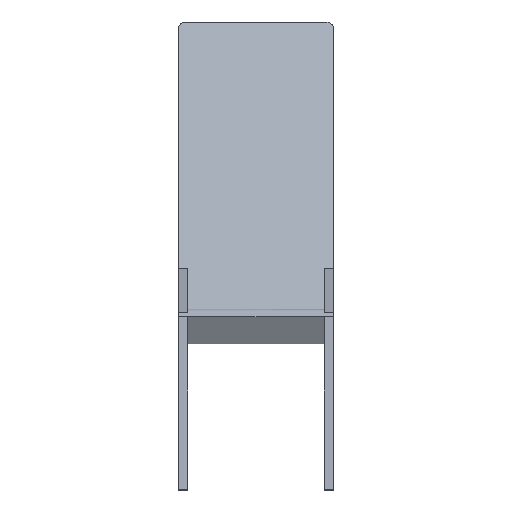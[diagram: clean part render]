
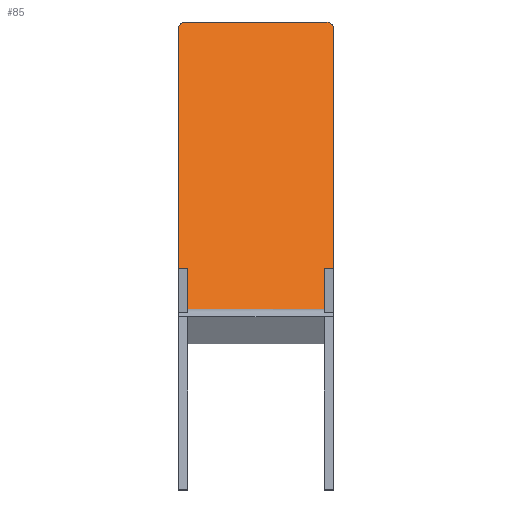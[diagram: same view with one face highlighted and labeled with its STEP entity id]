
A CAD part, top view. The second image highlights one B-rep face of the part: STEP entity #85.
In plain terms, the highlighted free-form (B-spline) face has degree [1, 1] with [2, 2] control points.
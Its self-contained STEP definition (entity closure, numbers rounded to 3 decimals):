
#32 = VERTEX_POINT('',#33);
#33 = CARTESIAN_POINT('',(0.,690.134,-398.449));
#38 = EDGE_CURVE('',#32,#39,#41,.T.);
#39 = VERTEX_POINT('',#40);
#40 = CARTESIAN_POINT('',(17.45,705.246,
    -407.174));
#41 = ( BOUNDED_CURVE() B_SPLINE_CURVE(2,(#42,#43,#44),.UNSPECIFIED.,.F.
,.F.) B_SPLINE_CURVE_WITH_KNOTS((3,3),(5.498,7.069),
.PIECEWISE_BEZIER_KNOTS.) CURVE() GEOMETRIC_REPRESENTATION_ITEM() 
RATIONAL_B_SPLINE_CURVE((1.,0.707,1.)) REPRESENTATION_ITEM('') 
  );
#42 = CARTESIAN_POINT('',(0.,690.134,
    -398.449));
#43 = CARTESIAN_POINT('',(0.,705.246,
    -407.174));
#44 = CARTESIAN_POINT('',(17.45,705.246,
    -407.174));
#62 = EDGE_CURVE('',#63,#39,#65,.T.);
#63 = VERTEX_POINT('',#64);
#64 = CARTESIAN_POINT('',(331.556,705.246,-407.174
    ));
#65 = B_SPLINE_CURVE_WITH_KNOTS('',1,(#66,#67),.UNSPECIFIED.,.F.,.F.,(2,
    2),(15.,285.),.PIECEWISE_BEZIER_KNOTS.);
#66 = CARTESIAN_POINT('',(331.556,705.246,-407.174
    ));
#67 = CARTESIAN_POINT('',(17.45,705.246,
    -407.174));
#85 = ADVANCED_FACE('',(#86),#187,.T.);
#86 = FACE_BOUND('',#87,.T.);
#87 = EDGE_LOOP('',(#88,#89,#96,#103,#110,#117,#124,#131,#138,#145,#152,
    #159,#166,#173,#180,#186));
#88 = ORIENTED_EDGE('',*,*,#38,.F.);
#89 = ORIENTED_EDGE('',*,*,#90,.F.);
#90 = EDGE_CURVE('',#91,#32,#93,.T.);
#91 = VERTEX_POINT('',#92);
#92 = CARTESIAN_POINT('',(0.,147.856,-85.365));
#93 = B_SPLINE_CURVE_WITH_KNOTS('',1,(#94,#95),.UNSPECIFIED.,.F.,.F.,(2,
    2),(146.756,685.),.PIECEWISE_BEZIER_KNOTS.);
#94 = CARTESIAN_POINT('',(0.,147.856,-85.365));
#95 = CARTESIAN_POINT('',(0.,690.134,-398.449));
#96 = ORIENTED_EDGE('',*,*,#97,.T.);
#97 = EDGE_CURVE('',#91,#98,#100,.T.);
#98 = VERTEX_POINT('',#99);
#99 = CARTESIAN_POINT('',(20.94,147.856,
    -85.365));
#100 = B_SPLINE_CURVE_WITH_KNOTS('',1,(#101,#102),.UNSPECIFIED.,.F.,.F.,
  (2,2),(0.,18.),.PIECEWISE_BEZIER_KNOTS.);
#101 = CARTESIAN_POINT('',(0.,147.856,-85.365));
#102 = CARTESIAN_POINT('',(20.94,147.856,
    -85.365));
#103 = ORIENTED_EDGE('',*,*,#104,.F.);
#104 = EDGE_CURVE('',#105,#98,#107,.T.);
#105 = VERTEX_POINT('',#106);
#106 = CARTESIAN_POINT('',(20.94,126.916,
    -73.275));
#107 = B_SPLINE_CURVE_WITH_KNOTS('',1,(#108,#109),.UNSPECIFIED.,.F.,.F.,
  (2,2),(-292.092,-271.308),.PIECEWISE_BEZIER_KNOTS.);
#108 = CARTESIAN_POINT('',(20.94,126.916,
    -73.275));
#109 = CARTESIAN_POINT('',(20.94,147.856,
    -85.365));
#110 = ORIENTED_EDGE('',*,*,#111,.F.);
#111 = EDGE_CURVE('',#112,#105,#114,.T.);
#112 = VERTEX_POINT('',#113);
#113 = CARTESIAN_POINT('',(0.,126.916,-73.275));
#114 = B_SPLINE_CURVE_WITH_KNOTS('',1,(#115,#116),.UNSPECIFIED.,.F.,.F.,
  (2,2),(0.,18.),.PIECEWISE_BEZIER_KNOTS.);
#115 = CARTESIAN_POINT('',(0.,126.916,-73.275));
#116 = CARTESIAN_POINT('',(20.94,126.916,
    -73.275));
#117 = ORIENTED_EDGE('',*,*,#118,.T.);
#118 = EDGE_CURVE('',#112,#119,#121,.T.);
#119 = VERTEX_POINT('',#120);
#120 = CARTESIAN_POINT('',(0.,0.,0.));
#121 = B_SPLINE_CURVE_WITH_KNOTS('',1,(#122,#123),.UNSPECIFIED.,.F.,.F.,
  (2,2),(-125.971,0.),.PIECEWISE_BEZIER_KNOTS.);
#122 = CARTESIAN_POINT('',(0.,126.916,-73.275));
#123 = CARTESIAN_POINT('',(0.,0.,0.));
#124 = ORIENTED_EDGE('',*,*,#125,.T.);
#125 = EDGE_CURVE('',#119,#126,#128,.T.);
#126 = VERTEX_POINT('',#127);
#127 = CARTESIAN_POINT('',(20.94,0.,0.));
#128 = B_SPLINE_CURVE_WITH_KNOTS('',1,(#129,#130),.UNSPECIFIED.,.F.,.F.,
  (2,2),(0.,18.),.PIECEWISE_BEZIER_KNOTS.);
#129 = CARTESIAN_POINT('',(0.,0.,0.));
#130 = CARTESIAN_POINT('',(20.94,0.,0.));
#131 = ORIENTED_EDGE('',*,*,#132,.T.);
#132 = EDGE_CURVE('',#126,#133,#135,.T.);
#133 = VERTEX_POINT('',#134);
#134 = CARTESIAN_POINT('',(328.066,0.,0.));
#135 = B_SPLINE_CURVE_WITH_KNOTS('',1,(#136,#137),.UNSPECIFIED.,.F.,.F.,
  (2,2),(18.,282.),.PIECEWISE_BEZIER_KNOTS.);
#136 = CARTESIAN_POINT('',(20.94,0.,0.));
#137 = CARTESIAN_POINT('',(328.066,0.,0.));
#138 = ORIENTED_EDGE('',*,*,#139,.F.);
#139 = EDGE_CURVE('',#140,#133,#142,.T.);
#140 = VERTEX_POINT('',#141);
#141 = CARTESIAN_POINT('',(349.006,0.,0.));
#142 = B_SPLINE_CURVE_WITH_KNOTS('',1,(#143,#144),.UNSPECIFIED.,.F.,.F.,
  (2,2),(0.,18.),.PIECEWISE_BEZIER_KNOTS.);
#143 = CARTESIAN_POINT('',(349.006,0.,0.));
#144 = CARTESIAN_POINT('',(328.066,0.,0.));
#145 = ORIENTED_EDGE('',*,*,#146,.F.);
#146 = EDGE_CURVE('',#147,#140,#149,.T.);
#147 = VERTEX_POINT('',#148);
#148 = CARTESIAN_POINT('',(349.006,126.916,
    -73.275));
#149 = B_SPLINE_CURVE_WITH_KNOTS('',1,(#150,#151),.UNSPECIFIED.,.F.,.F.,
  (2,2),(-125.971,0.),.PIECEWISE_BEZIER_KNOTS.);
#150 = CARTESIAN_POINT('',(349.006,126.916,
    -73.275));
#151 = CARTESIAN_POINT('',(349.006,0.,0.));
#152 = ORIENTED_EDGE('',*,*,#153,.T.);
#153 = EDGE_CURVE('',#147,#154,#156,.T.);
#154 = VERTEX_POINT('',#155);
#155 = CARTESIAN_POINT('',(328.066,126.916,
    -73.275));
#156 = B_SPLINE_CURVE_WITH_KNOTS('',1,(#157,#158),.UNSPECIFIED.,.F.,.F.,
  (2,2),(0.,18.),.PIECEWISE_BEZIER_KNOTS.);
#157 = CARTESIAN_POINT('',(349.006,126.916,
    -73.275));
#158 = CARTESIAN_POINT('',(328.066,126.916,
    -73.275));
#159 = ORIENTED_EDGE('',*,*,#160,.F.);
#160 = EDGE_CURVE('',#161,#154,#163,.T.);
#161 = VERTEX_POINT('',#162);
#162 = CARTESIAN_POINT('',(328.066,147.856,
    -85.365));
#163 = B_SPLINE_CURVE_WITH_KNOTS('',1,(#164,#165),.UNSPECIFIED.,.F.,.F.,
  (2,2),(271.308,292.092),.PIECEWISE_BEZIER_KNOTS.);
#164 = CARTESIAN_POINT('',(328.066,147.856,
    -85.365));
#165 = CARTESIAN_POINT('',(328.066,126.916,
    -73.275));
#166 = ORIENTED_EDGE('',*,*,#167,.F.);
#167 = EDGE_CURVE('',#168,#161,#170,.T.);
#168 = VERTEX_POINT('',#169);
#169 = CARTESIAN_POINT('',(349.006,147.856,
    -85.365));
#170 = B_SPLINE_CURVE_WITH_KNOTS('',1,(#171,#172),.UNSPECIFIED.,.F.,.F.,
  (2,2),(0.,18.),.PIECEWISE_BEZIER_KNOTS.);
#171 = CARTESIAN_POINT('',(349.006,147.856,
    -85.365));
#172 = CARTESIAN_POINT('',(328.066,147.856,
    -85.365));
#173 = ORIENTED_EDGE('',*,*,#174,.T.);
#174 = EDGE_CURVE('',#168,#175,#177,.T.);
#175 = VERTEX_POINT('',#176);
#176 = CARTESIAN_POINT('',(349.006,690.134,
    -398.449));
#177 = B_SPLINE_CURVE_WITH_KNOTS('',1,(#178,#179),.UNSPECIFIED.,.F.,.F.,
  (2,2),(146.756,685.),.PIECEWISE_BEZIER_KNOTS.);
#178 = CARTESIAN_POINT('',(349.006,147.856,
    -85.365));
#179 = CARTESIAN_POINT('',(349.006,690.134,
    -398.449));
#180 = ORIENTED_EDGE('',*,*,#181,.F.);
#181 = EDGE_CURVE('',#63,#175,#182,.T.);
#182 = ( BOUNDED_CURVE() B_SPLINE_CURVE(2,(#183,#184,#185),
.UNSPECIFIED.,.F.,.F.) B_SPLINE_CURVE_WITH_KNOTS((3,3),(5.498,
7.069),.PIECEWISE_BEZIER_KNOTS.) CURVE() 
GEOMETRIC_REPRESENTATION_ITEM() RATIONAL_B_SPLINE_CURVE((1.,
0.707,1.)) REPRESENTATION_ITEM('') );
#183 = CARTESIAN_POINT('',(331.556,705.246,
    -407.174));
#184 = CARTESIAN_POINT('',(349.006,705.246,
    -407.174));
#185 = CARTESIAN_POINT('',(349.006,690.134,
    -398.449));
#186 = ORIENTED_EDGE('',*,*,#62,.T.);
#187 = B_SPLINE_SURFACE_WITH_KNOTS('',1,1,(
    (#188,#189)
    ,(#190,#191
    )),.UNSPECIFIED.,.F.,.F.,.F.,(2,2),(2,2),(-146.756,
    553.244),(0.,300.),.PIECEWISE_BEZIER_KNOTS.);
#188 = CARTESIAN_POINT('',(349.006,0.,
    0.));
#189 = CARTESIAN_POINT('',(0.,0.,0.));
#190 = CARTESIAN_POINT('',(349.006,705.246,
    -407.174));
#191 = CARTESIAN_POINT('',(0.,705.246,-407.174));
